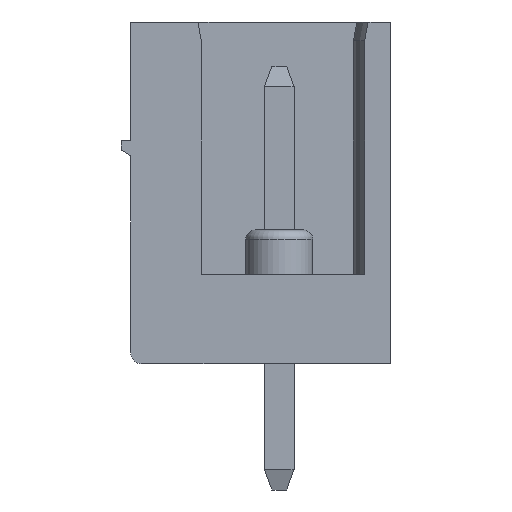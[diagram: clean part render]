
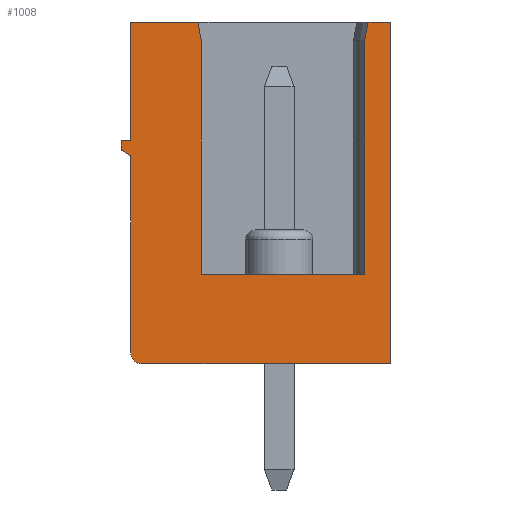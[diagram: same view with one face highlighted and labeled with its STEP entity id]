
A CAD part, left-side view. The second image highlights one B-rep face of the part: STEP entity #1008.
In plain terms, the highlighted planar face has unit normal (-1, 0, 0).
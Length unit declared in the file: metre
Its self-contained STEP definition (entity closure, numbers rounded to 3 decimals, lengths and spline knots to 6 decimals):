
#1008=ADVANCED_FACE('',(#2832),#2833,.F.);
#2832=FACE_OUTER_BOUND('',#5524,.T.);
#2833=PLANE('',#5525);
#5524=EDGE_LOOP('',(#8517,#8518,#8519,#8520,#8521,#8522,#8523,#8524,#8525,#8526,#8527,#8528,#8529,#8530,#8531));
#5525=AXIS2_PLACEMENT_3D('',#8532,#8533,#8534);
#8517=ORIENTED_EDGE('',*,*,#16211,.T.);
#8518=ORIENTED_EDGE('',*,*,#16212,.F.);
#8519=ORIENTED_EDGE('',*,*,#16213,.F.);
#8520=ORIENTED_EDGE('',*,*,#16214,.F.);
#8521=ORIENTED_EDGE('',*,*,#16159,.T.);
#8522=ORIENTED_EDGE('',*,*,#16066,.T.);
#8523=ORIENTED_EDGE('',*,*,#16027,.F.);
#8524=ORIENTED_EDGE('',*,*,#16195,.T.);
#8525=ORIENTED_EDGE('',*,*,#16117,.F.);
#8526=ORIENTED_EDGE('',*,*,#16215,.F.);
#8527=ORIENTED_EDGE('',*,*,#16216,.F.);
#8528=ORIENTED_EDGE('',*,*,#16217,.F.);
#8529=ORIENTED_EDGE('',*,*,#16218,.F.);
#8530=ORIENTED_EDGE('',*,*,#16219,.F.);
#8531=ORIENTED_EDGE('',*,*,#16220,.F.);
#8532=CARTESIAN_POINT('',(-1.086627,0.01086,0.000933));
#8533=DIRECTION('',(1.0,0.0,0.0));
#8534=DIRECTION('',(0.0,1.0,-0.0));
#16027=EDGE_CURVE('',#19152,#19154,#19155,.T.);
#16066=EDGE_CURVE('',#19221,#19154,#19222,.T.);
#16117=EDGE_CURVE('',#19295,#19297,#19298,.T.);
#16159=EDGE_CURVE('',#19355,#19221,#19356,.T.);
#16195=EDGE_CURVE('',#19152,#19297,#19402,.T.);
#16211=EDGE_CURVE('',#19419,#19420,#19421,.F.);
#16212=EDGE_CURVE('',#19422,#19420,#19423,.T.);
#16213=EDGE_CURVE('',#19424,#19422,#19425,.T.);
#16214=EDGE_CURVE('',#19355,#19424,#19426,.T.);
#16215=EDGE_CURVE('',#19427,#19295,#19428,.T.);
#16216=EDGE_CURVE('',#19429,#19427,#19430,.T.);
#16217=EDGE_CURVE('',#19431,#19429,#19432,.T.);
#16218=EDGE_CURVE('',#19433,#19431,#19434,.T.);
#16219=EDGE_CURVE('',#19435,#19433,#19436,.T.);
#16220=EDGE_CURVE('',#19419,#19435,#19437,.T.);
#19152=VERTEX_POINT('',#23700);
#19154=VERTEX_POINT('',#23703);
#19155=LINE('',#23704,#23705);
#19221=VERTEX_POINT('',#23801);
#19222=LINE('',#23802,#23803);
#19295=VERTEX_POINT('',#23912);
#19297=VERTEX_POINT('',#23915);
#19298=LINE('',#23916,#23917);
#19355=VERTEX_POINT('',#24001);
#19356=LINE('',#24002,#24003);
#19402=LINE('',#24074,#24075);
#19419=VERTEX_POINT('',#24099);
#19420=VERTEX_POINT('',#24100);
#19421=CIRCLE('',#24101,0.0003);
#19422=VERTEX_POINT('',#24102);
#19423=LINE('',#24103,#24104);
#19424=VERTEX_POINT('',#24105);
#19425=LINE('',#24106,#24107);
#19426=LINE('',#24108,#24109);
#19427=VERTEX_POINT('',#24110);
#19428=LINE('',#24111,#24112);
#19429=VERTEX_POINT('',#24113);
#19430=LINE('',#24114,#24115);
#19431=VERTEX_POINT('',#24116);
#19432=LINE('',#24117,#24118);
#19433=VERTEX_POINT('',#24119);
#19434=LINE('',#24120,#24121);
#19435=VERTEX_POINT('',#24122);
#19436=LINE('',#24123,#24124);
#19437=LINE('',#24125,#24126);
#23700=CARTESIAN_POINT('',(-1.086627,0.00896,-0.005867));
#23703=CARTESIAN_POINT('',(-1.086627,0.00456,-0.005867));
#23704=CARTESIAN_POINT('',(-1.086627,0.00386,-0.005867));
#23705=VECTOR('',#30365,1.0);
#23801=CARTESIAN_POINT('',(-1.086627,0.00456,0.000433));
#23802=CARTESIAN_POINT('',(-1.086627,0.00456,-0.005567));
#23803=VECTOR('',#30402,1.0);
#23912=CARTESIAN_POINT('',(-1.086627,0.009048,0.000933));
#23915=CARTESIAN_POINT('',(-1.086627,0.00896,0.000433));
#23916=CARTESIAN_POINT('',(-1.086627,0.009048,0.000933));
#23917=VECTOR('',#30443,1.0);
#24001=CARTESIAN_POINT('',(-1.086627,0.004471,0.000933));
#24002=CARTESIAN_POINT('',(-1.086627,0.005565,-0.005267));
#24003=VECTOR('',#30477,1.0);
#24074=CARTESIAN_POINT('',(-1.086627,0.00896,-0.005567));
#24075=VECTOR('',#30500,1.0);
#24099=CARTESIAN_POINT('',(-1.086627,0.01086,-0.007967));
#24100=CARTESIAN_POINT('',(-1.086627,0.01056,-0.008267));
#24101=AXIS2_PLACEMENT_3D('',#30511,#30512,#30513);
#24102=CARTESIAN_POINT('',(-1.086627,0.00386,-0.008267));
#24103=CARTESIAN_POINT('',(-1.086627,0.01056,-0.008267));
#24104=VECTOR('',#30514,1.0);
#24105=CARTESIAN_POINT('',(-1.086627,0.00386,0.000933));
#24106=CARTESIAN_POINT('',(-1.086627,0.00386,-0.008267));
#24107=VECTOR('',#30515,1.0);
#24108=CARTESIAN_POINT('',(-1.086627,0.00386,0.000933));
#24109=VECTOR('',#30516,1.0);
#24110=CARTESIAN_POINT('',(-1.086627,0.01086,0.000933));
#24111=CARTESIAN_POINT('',(-1.086627,0.00386,0.000933));
#24112=VECTOR('',#30517,1.0);
#24113=CARTESIAN_POINT('',(-1.086627,0.01086,-0.002267));
#24114=CARTESIAN_POINT('',(-1.086627,0.01086,0.000933));
#24115=VECTOR('',#30518,1.0);
#24116=CARTESIAN_POINT('',(-1.086627,0.01111,-0.002267));
#24117=CARTESIAN_POINT('',(-1.086627,0.01086,-0.002267));
#24118=VECTOR('',#30519,1.0);
#24119=CARTESIAN_POINT('',(-1.086627,0.01111,-0.002517));
#24120=CARTESIAN_POINT('',(-1.086627,0.01111,-0.002267));
#24121=VECTOR('',#30520,1.0);
#24122=CARTESIAN_POINT('',(-1.086627,0.01086,-0.002667));
#24123=CARTESIAN_POINT('',(-1.086627,0.01111,-0.002517));
#24124=VECTOR('',#30521,1.0);
#24125=CARTESIAN_POINT('',(-1.086627,0.01086,-0.002667));
#24126=VECTOR('',#30522,1.0);
#30365=DIRECTION('',(0.0,-1.0,0.));
#30402=DIRECTION('',(0.0,0.,-1.0));
#30443=DIRECTION('',(0.0,-0.174,-0.985));
#30477=DIRECTION('',(0.0,0.174,-0.985));
#30500=DIRECTION('',(0.0,0.,1.0));
#30511=CARTESIAN_POINT('',(-1.086627,0.01056,-0.007967));
#30512=DIRECTION('',(1.0,0.0,0.0));
#30513=DIRECTION('',(0.0,0.0,-1.0));
#30514=DIRECTION('',(0.0,1.0,0.));
#30515=DIRECTION('',(0.0,0.,-1.0));
#30516=DIRECTION('',(0.0,-1.0,0.));
#30517=DIRECTION('',(0.0,-1.0,0.));
#30518=DIRECTION('',(0.0,0.,1.0));
#30519=DIRECTION('',(0.0,-1.0,0.));
#30520=DIRECTION('',(0.0,0.,1.0));
#30521=DIRECTION('',(0.0,0.857,0.514));
#30522=DIRECTION('',(0.0,0.,1.0));
